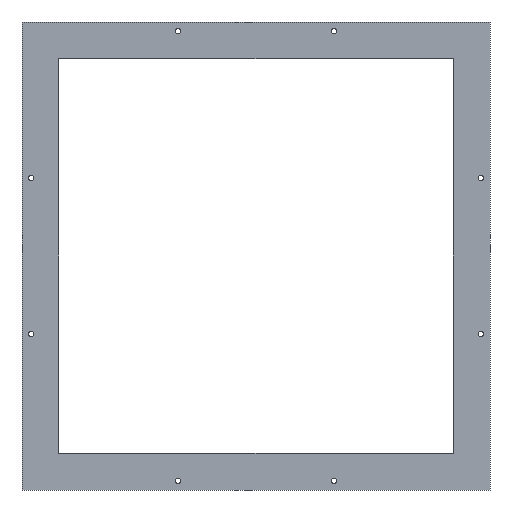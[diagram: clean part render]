
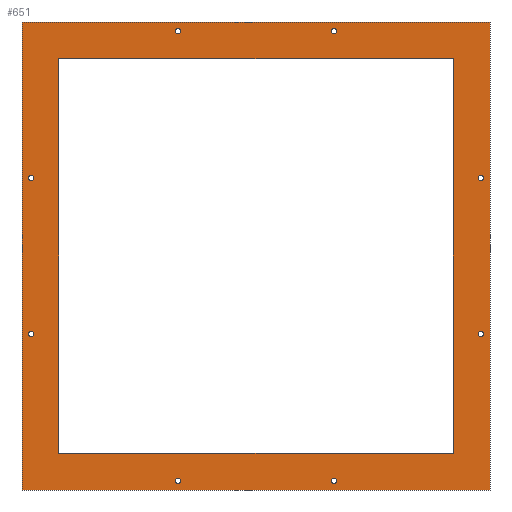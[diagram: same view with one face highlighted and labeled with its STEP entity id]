
A CAD part, left-side view. The second image highlights one B-rep face of the part: STEP entity #651.
In plain terms, the highlighted planar face has unit normal (-1, 0, 0).
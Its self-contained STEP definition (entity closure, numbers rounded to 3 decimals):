
#40=FACE_BOUND('',#151,.T.);
#41=FACE_BOUND('',#152,.T.);
#42=FACE_BOUND('',#153,.T.);
#43=FACE_BOUND('',#154,.T.);
#44=FACE_BOUND('',#155,.T.);
#45=FACE_BOUND('',#156,.T.);
#46=FACE_BOUND('',#157,.T.);
#47=FACE_BOUND('',#158,.T.);
#48=FACE_BOUND('',#159,.T.);
#63=PLANE('',#728);
#94=FACE_OUTER_BOUND('',#150,.T.);
#150=EDGE_LOOP('',(#582,#583,#584,#585));
#151=EDGE_LOOP('',(#586));
#152=EDGE_LOOP('',(#587));
#153=EDGE_LOOP('',(#588));
#154=EDGE_LOOP('',(#589));
#155=EDGE_LOOP('',(#590));
#156=EDGE_LOOP('',(#591));
#157=EDGE_LOOP('',(#592));
#158=EDGE_LOOP('',(#593));
#159=EDGE_LOOP('',(#594,#595,#596,#597));
#170=LINE('',#962,#222);
#174=LINE('',#970,#226);
#177=LINE('',#976,#229);
#180=LINE('',#981,#232);
#199=LINE('',#1053,#251);
#203=LINE('',#1061,#255);
#206=LINE('',#1067,#258);
#209=LINE('',#1072,#261);
#222=VECTOR('',#790,10.);
#226=VECTOR('',#796,10.);
#229=VECTOR('',#801,10.);
#232=VECTOR('',#806,10.);
#251=VECTOR('',#881,10.);
#255=VECTOR('',#887,10.);
#258=VECTOR('',#892,10.);
#261=VECTOR('',#897,10.);
#267=CIRCLE('',#669,1.5);
#269=CIRCLE('',#672,1.5);
#271=CIRCLE('',#675,1.5);
#273=CIRCLE('',#678,1.5);
#275=CIRCLE('',#681,1.5);
#277=CIRCLE('',#684,1.5);
#279=CIRCLE('',#687,1.5);
#281=CIRCLE('',#690,1.5);
#299=VERTEX_POINT('',#914);
#301=VERTEX_POINT('',#920);
#303=VERTEX_POINT('',#926);
#305=VERTEX_POINT('',#932);
#307=VERTEX_POINT('',#938);
#309=VERTEX_POINT('',#944);
#311=VERTEX_POINT('',#950);
#313=VERTEX_POINT('',#956);
#314=VERTEX_POINT('',#960);
#315=VERTEX_POINT('',#961);
#318=VERTEX_POINT('',#969);
#320=VERTEX_POINT('',#975);
#345=VERTEX_POINT('',#1051);
#346=VERTEX_POINT('',#1052);
#349=VERTEX_POINT('',#1060);
#351=VERTEX_POINT('',#1066);
#356=EDGE_CURVE('',#299,#299,#267,.T.);
#359=EDGE_CURVE('',#301,#301,#269,.T.);
#362=EDGE_CURVE('',#303,#303,#271,.T.);
#365=EDGE_CURVE('',#305,#305,#273,.T.);
#368=EDGE_CURVE('',#307,#307,#275,.T.);
#371=EDGE_CURVE('',#309,#309,#277,.T.);
#374=EDGE_CURVE('',#311,#311,#279,.T.);
#377=EDGE_CURVE('',#313,#313,#281,.T.);
#378=EDGE_CURVE('',#314,#315,#170,.T.);
#382=EDGE_CURVE('',#318,#314,#174,.T.);
#385=EDGE_CURVE('',#320,#318,#177,.T.);
#388=EDGE_CURVE('',#315,#320,#180,.T.);
#423=EDGE_CURVE('',#345,#346,#199,.T.);
#427=EDGE_CURVE('',#346,#349,#203,.T.);
#430=EDGE_CURVE('',#349,#351,#206,.T.);
#433=EDGE_CURVE('',#351,#345,#209,.T.);
#582=ORIENTED_EDGE('',*,*,#388,.F.);
#583=ORIENTED_EDGE('',*,*,#378,.F.);
#584=ORIENTED_EDGE('',*,*,#382,.F.);
#585=ORIENTED_EDGE('',*,*,#385,.F.);
#586=ORIENTED_EDGE('',*,*,#356,.T.);
#587=ORIENTED_EDGE('',*,*,#359,.T.);
#588=ORIENTED_EDGE('',*,*,#362,.T.);
#589=ORIENTED_EDGE('',*,*,#365,.T.);
#590=ORIENTED_EDGE('',*,*,#368,.T.);
#591=ORIENTED_EDGE('',*,*,#371,.T.);
#592=ORIENTED_EDGE('',*,*,#374,.T.);
#593=ORIENTED_EDGE('',*,*,#377,.T.);
#594=ORIENTED_EDGE('',*,*,#433,.T.);
#595=ORIENTED_EDGE('',*,*,#423,.T.);
#596=ORIENTED_EDGE('',*,*,#427,.T.);
#597=ORIENTED_EDGE('',*,*,#430,.T.);
#651=ADVANCED_FACE('',(#94,#40,#41,#42,#43,#44,#45,#46,#47,#48),#63,.T.);
#669=AXIS2_PLACEMENT_3D('',#916,#737,#738);
#672=AXIS2_PLACEMENT_3D('',#922,#744,#745);
#675=AXIS2_PLACEMENT_3D('',#928,#751,#752);
#678=AXIS2_PLACEMENT_3D('',#934,#758,#759);
#681=AXIS2_PLACEMENT_3D('',#940,#765,#766);
#684=AXIS2_PLACEMENT_3D('',#946,#772,#773);
#687=AXIS2_PLACEMENT_3D('',#952,#779,#780);
#690=AXIS2_PLACEMENT_3D('',#958,#786,#787);
#728=AXIS2_PLACEMENT_3D('',#1080,#906,#907);
#737=DIRECTION('center_axis',(1.,0.,0.));
#738=DIRECTION('ref_axis',(0.,-1.,0.));
#744=DIRECTION('center_axis',(1.,0.,0.));
#745=DIRECTION('ref_axis',(0.,-1.,0.));
#751=DIRECTION('center_axis',(1.,0.,0.));
#752=DIRECTION('ref_axis',(0.,-1.,0.));
#758=DIRECTION('center_axis',(1.,0.,0.));
#759=DIRECTION('ref_axis',(0.,-1.,0.));
#765=DIRECTION('center_axis',(1.,0.,0.));
#766=DIRECTION('ref_axis',(0.,-1.,0.));
#772=DIRECTION('center_axis',(1.,0.,0.));
#773=DIRECTION('ref_axis',(0.,-1.,0.));
#779=DIRECTION('center_axis',(1.,0.,0.));
#780=DIRECTION('ref_axis',(0.,-1.,0.));
#786=DIRECTION('center_axis',(1.,0.,0.));
#787=DIRECTION('ref_axis',(0.,-1.,0.));
#790=DIRECTION('',(0.,0.,1.));
#796=DIRECTION('',(0.,1.,0.));
#801=DIRECTION('',(0.,0.,-1.));
#806=DIRECTION('',(0.,-1.,0.));
#881=DIRECTION('',(0.,-1.,0.));
#887=DIRECTION('',(0.,0.,-1.));
#892=DIRECTION('',(0.,1.,0.));
#897=DIRECTION('',(0.,0.,1.));
#906=DIRECTION('center_axis',(-1.,0.,0.));
#907=DIRECTION('ref_axis',(0.,-1.,0.));
#914=CARTESIAN_POINT('',(0.,-12.5,150.6));
#916=CARTESIAN_POINT('Origin',(0.,-14.,150.6));
#920=CARTESIAN_POINT('',(0.,-12.5,65.8));
#922=CARTESIAN_POINT('Origin',(0.,-14.,65.8));
#926=CARTESIAN_POINT('',(0.,152.1,230.4));
#928=CARTESIAN_POINT('Origin',(0.,150.6,230.4));
#932=CARTESIAN_POINT('',(0.,67.3,-14.));
#934=CARTESIAN_POINT('Origin',(0.,65.8,-14.));
#938=CARTESIAN_POINT('',(0.,231.9,150.6));
#940=CARTESIAN_POINT('Origin',(0.,230.4,150.6));
#944=CARTESIAN_POINT('',(0.,231.9,65.8));
#946=CARTESIAN_POINT('Origin',(0.,230.4,65.8));
#950=CARTESIAN_POINT('',(0.,152.1,-14.));
#952=CARTESIAN_POINT('Origin',(0.,150.6,-14.));
#956=CARTESIAN_POINT('',(0.,67.3,230.4));
#958=CARTESIAN_POINT('Origin',(0.,65.8,230.4));
#960=CARTESIAN_POINT('',(0.,235.4,-19.));
#961=CARTESIAN_POINT('',(0.,235.4,235.4));
#962=CARTESIAN_POINT('',(0.,235.4,-19.));
#969=CARTESIAN_POINT('',(0.,-19.,-19.));
#970=CARTESIAN_POINT('',(0.,-19.,-19.));
#975=CARTESIAN_POINT('',(0.,-19.,235.4));
#976=CARTESIAN_POINT('',(0.,-19.,235.4));
#981=CARTESIAN_POINT('',(0.,235.4,235.4));
#1051=CARTESIAN_POINT('',(0.,215.391,215.391));
#1052=CARTESIAN_POINT('',(0.,1.009,215.391));
#1053=CARTESIAN_POINT('',(0.,1.009,215.391));
#1060=CARTESIAN_POINT('',(0.,1.009,1.009));
#1061=CARTESIAN_POINT('',(0.,1.009,1.009));
#1066=CARTESIAN_POINT('',(0.,215.391,1.009));
#1067=CARTESIAN_POINT('',(0.,215.391,1.009));
#1072=CARTESIAN_POINT('',(0.,215.391,215.391));
#1080=CARTESIAN_POINT('Origin',(0.,108.2,108.2));
